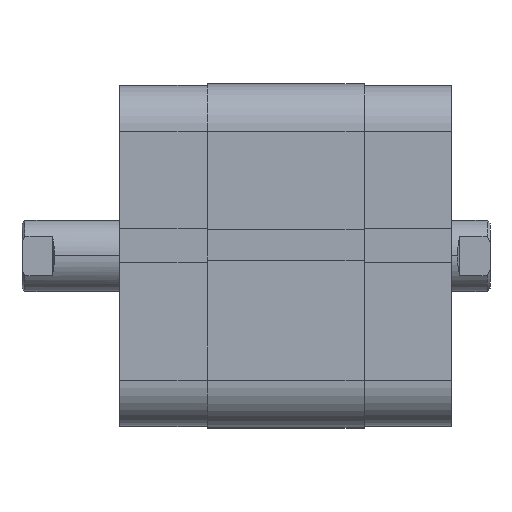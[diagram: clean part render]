
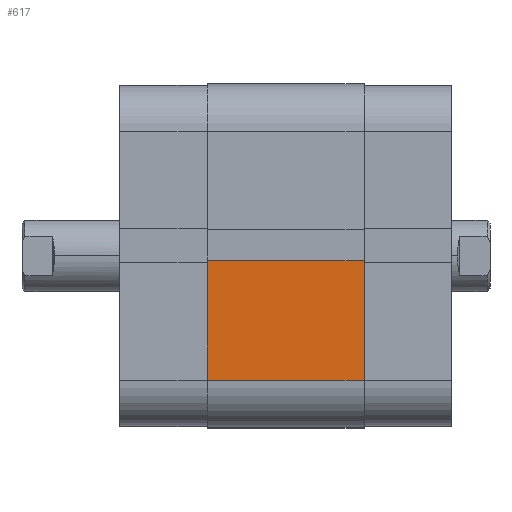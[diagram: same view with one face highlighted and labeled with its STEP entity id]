
A CAD part, top view. The second image highlights one B-rep face of the part: STEP entity #617.
In plain terms, the highlighted face is planar.
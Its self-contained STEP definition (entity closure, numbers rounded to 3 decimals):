
#617 = ADVANCED_FACE ( 'NONE', ( #3331 ), #5778, .T. ) ;
#677 = ORIENTED_EDGE ( 'NONE', *, *, #4773, .T. ) ;
#687 = ORIENTED_EDGE ( 'NONE', *, *, #4780, .F. ) ;
#689 = ORIENTED_EDGE ( 'NONE', *, *, #4777, .T. ) ;
#705 = ORIENTED_EDGE ( 'NONE', *, *, #4781, .F. ) ;
#1160 = CARTESIAN_POINT ( 'NONE',  ( 29., 21., 26.5 ) ) ;
#1161 = CARTESIAN_POINT ( 'NONE',  ( 29., -63.941, 26.5 ) ) ;
#1162 = DIRECTION ( 'NONE',  ( 0., -1., 0. ) ) ;
#1169 = CARTESIAN_POINT ( 'NONE',  ( 29., 0.85, 26.5 ) ) ;
#1170 = DIRECTION ( 'NONE',  ( 0., 0., -1. ) ) ;
#1175 = CARTESIAN_POINT ( 'NONE',  ( 29., -63.941, 0. ) ) ;
#1177 = DIRECTION ( 'NONE',  ( 0., 0., -1. ) ) ;
#1179 = DIRECTION ( 'NONE',  ( 0., -1., 0. ) ) ;
#1477 = CARTESIAN_POINT ( 'NONE',  ( 29., 0.85, 0. ) ) ;
#1557 = CARTESIAN_POINT ( 'NONE',  ( 29., 21., 0. ) ) ;
#1570 = CARTESIAN_POINT ( 'NONE',  ( 29., 21., 26.5 ) ) ;
#1595 = CARTESIAN_POINT ( 'NONE',  ( 29., 0.85, 26.5 ) ) ;
#2470 = EDGE_LOOP ( 'NONE', ( #705, #687, #677, #689 ) ) ;
#3331 = FACE_OUTER_BOUND ( 'NONE', #2470, .T. ) ;
#3795 = VECTOR ( 'NONE', #1170, 1000. ) ;
#3801 = LINE ( 'NONE', #1169, #3795 ) ;
#3804 = LINE ( 'NONE', #1161, #3805 ) ;
#3805 = VECTOR ( 'NONE', #1162, 1000. ) ;
#3807 = LINE ( 'NONE', #1175, #3819 ) ;
#3811 = LINE ( 'NONE', #1160, #3817 ) ;
#3817 = VECTOR ( 'NONE', #1177, 1000. ) ;
#3819 = VECTOR ( 'NONE', #1179, 1000. ) ;
#4321 = AXIS2_PLACEMENT_3D ( 'NONE', #5786, #5787, #5788 ) ;
#4773 = EDGE_CURVE ( 'NONE', #7098, #7123, #3804, .T. ) ;
#4777 = EDGE_CURVE ( 'NONE', #7123, #6838, #3801, .T. ) ;
#4780 = EDGE_CURVE ( 'NONE', #7098, #7085, #3811, .T. ) ;
#4781 = EDGE_CURVE ( 'NONE', #7085, #6838, #3807, .T. ) ;
#5778 = PLANE ( 'NONE',  #4321 ) ;
#5786 = CARTESIAN_POINT ( 'NONE',  ( 29., -63.941, 26.5 ) ) ;
#5787 = DIRECTION ( 'NONE',  ( 1., 0., 0. ) ) ;
#5788 = DIRECTION ( 'NONE',  ( 0., 1., 0. ) ) ;
#6838 = VERTEX_POINT ( 'NONE', #1477 ) ;
#7085 = VERTEX_POINT ( 'NONE', #1557 ) ;
#7098 = VERTEX_POINT ( 'NONE', #1570 ) ;
#7123 = VERTEX_POINT ( 'NONE', #1595 ) ;
